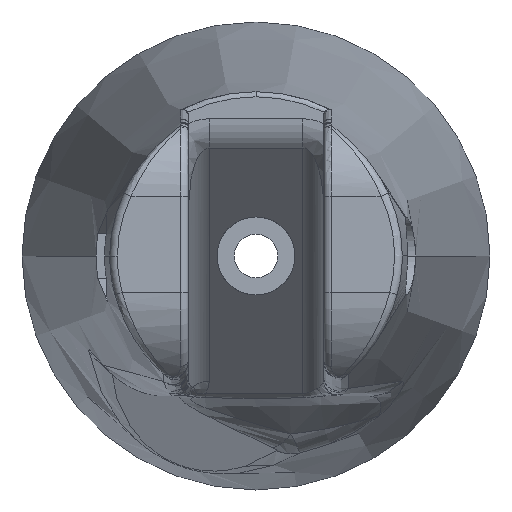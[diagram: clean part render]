
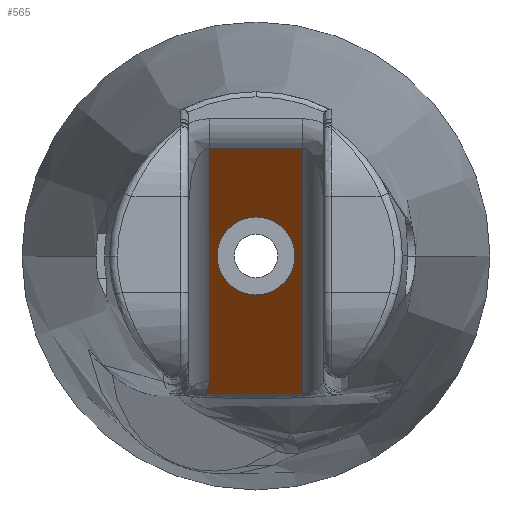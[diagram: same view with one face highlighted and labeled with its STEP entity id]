
A CAD part, front view. The second image highlights one B-rep face of the part: STEP entity #565.
In plain terms, the highlighted planar face has unit normal (0, -0.707, -0.707).
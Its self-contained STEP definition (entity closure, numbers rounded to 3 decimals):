
#89 = CARTESIAN_POINT ( 'NONE',  ( 60., 15.293, 3.75 ) ) ;
#168 = CARTESIAN_POINT ( 'NONE',  ( 64.5, 7.5, 11.543 ) ) ;
#216 = CARTESIAN_POINT ( 'NONE',  ( 64.5, 8.672, 10.372 ) ) ;
#240 =( BOUNDED_CURVE ( )  B_SPLINE_CURVE ( 3, ( #89, #2567, #3240, #4327 ),
 .UNSPECIFIED., .F., .F. ) 
 B_SPLINE_CURVE_WITH_KNOTS ( ( 4, 4 ),
 ( 3.142, 6.283 ),
 .UNSPECIFIED. ) 
 CURVE ( )  GEOMETRIC_REPRESENTATION_ITEM ( )  RATIONAL_B_SPLINE_CURVE ( ( 1., 0.333, 0.333, 1. ) ) 
 REPRESENTATION_ITEM ( '' )  );
#300 = CARTESIAN_POINT ( 'NONE',  ( 64.5, 32.264, -13.221 ) ) ;
#319 = B_SPLINE_CURVE_WITH_KNOTS ( 'NONE', 3,
 ( #4116, #515, #3799, #4071, #1942, #500, #2344, #4088, #3381, #1609 ),
 .UNSPECIFIED., .F., .F.,
 ( 4, 2, 2, 2, 4 ),
 ( 0., 0.002, 0.005, 0.007, 0.009 ),
 .UNSPECIFIED. ) ;
#370 = FACE_OUTER_BOUND ( 'NONE', #1541, .T. ) ;
#404 = CARTESIAN_POINT ( 'NONE',  ( 60., 22.793, -3.75 ) ) ;
#440 = VERTEX_POINT ( 'NONE', #216 ) ;
#482 = CARTESIAN_POINT ( 'NONE',  ( 55.5, 31.288, -12.245 ) ) ;
#500 = CARTESIAN_POINT ( 'NONE',  ( 59.032, 32.363, -13.32 ) ) ;
#514 = VERTEX_POINT ( 'NONE', #1685 ) ;
#515 = CARTESIAN_POINT ( 'NONE',  ( 63.719, 32.295, -13.252 ) ) ;
#565 = ADVANCED_FACE ( 'NONE', ( #1560, #370 ), #2113, .F. ) ;
#628 = ORIENTED_EDGE ( 'NONE', *, *, #4072, .F. ) ;
#644 = LINE ( 'NONE', #168, #692 ) ;
#692 = VECTOR ( 'NONE', #3724, 1000. ) ;
#699 = CARTESIAN_POINT ( 'NONE',  ( 52.5, 22.793, -3.75 ) ) ;
#755 = VECTOR ( 'NONE', #888, 1000. ) ;
#796 = ORIENTED_EDGE ( 'NONE', *, *, #4472, .F. ) ;
#803 = DIRECTION ( 'NONE',  ( 1., 0., 0. ) ) ;
#855 = CARTESIAN_POINT ( 'NONE',  ( 55.348, 31.877, -12.834 ) ) ;
#888 = DIRECTION ( 'NONE',  ( 0., -0.707, 0.707 ) ) ;
#904 = AXIS2_PLACEMENT_3D ( 'NONE', #3159, #2845, #1013 ) ;
#998 = LINE ( 'NONE', #3954, #3967 ) ;
#1013 = DIRECTION ( 'NONE',  ( -1., 0., 0. ) ) ;
#1057 = ORIENTED_EDGE ( 'NONE', *, *, #3327, .F. ) ;
#1059 = EDGE_CURVE ( 'NONE', #514, #4165, #3865, .T. ) ;
#1200 = CARTESIAN_POINT ( 'NONE',  ( 55.5, 31.086, -12.043 ) ) ;
#1368 =( BOUNDED_CURVE ( )  B_SPLINE_CURVE ( 3, ( #4259, #699, #1782, #2501 ),
 .UNSPECIFIED., .F., .F. ) 
 B_SPLINE_CURVE_WITH_KNOTS ( ( 4, 4 ),
 ( 0., 3.142 ),
 .UNSPECIFIED. ) 
 CURVE ( )  GEOMETRIC_REPRESENTATION_ITEM ( )  RATIONAL_B_SPLINE_CURVE ( ( 1., 0.333, 0.333, 1. ) ) 
 REPRESENTATION_ITEM ( '' )  );
#1541 = EDGE_LOOP ( 'NONE', ( #4212, #3231, #796, #1057, #628 ) ) ;
#1560 = FACE_BOUND ( 'NONE', #1879, .T. ) ;
#1576 = VERTEX_POINT ( 'NONE', #3739 ) ;
#1605 = LINE ( 'NONE', #2975, #755 ) ;
#1607 = CARTESIAN_POINT ( 'NONE',  ( 55.47, 31.487, -12.444 ) ) ;
#1609 = CARTESIAN_POINT ( 'NONE',  ( 55.127, 32.249, -13.206 ) ) ;
#1685 = CARTESIAN_POINT ( 'NONE',  ( 55.127, 32.249, -13.206 ) ) ;
#1782 = CARTESIAN_POINT ( 'NONE',  ( 52.5, 15.293, 3.75 ) ) ;
#1879 = EDGE_LOOP ( 'NONE', ( #3411, #3838 ) ) ;
#1942 = CARTESIAN_POINT ( 'NONE',  ( 60.594, 32.366, -13.323 ) ) ;
#1947 = CARTESIAN_POINT ( 'NONE',  ( 55.5, 31.086, -12.043 ) ) ;
#2113 = PLANE ( 'NONE',  #904 ) ;
#2344 = CARTESIAN_POINT ( 'NONE',  ( 58.251, 32.351, -13.308 ) ) ;
#2501 = CARTESIAN_POINT ( 'NONE',  ( 60., 15.293, 3.75 ) ) ;
#2567 = CARTESIAN_POINT ( 'NONE',  ( 67.5, 15.293, 3.75 ) ) ;
#2845 = DIRECTION ( 'NONE',  ( 0., 0.707, 0.707 ) ) ;
#2975 = CARTESIAN_POINT ( 'NONE',  ( 55.5, 7.5, 11.543 ) ) ;
#3159 = CARTESIAN_POINT ( 'NONE',  ( 66.5, 7.5, 11.543 ) ) ;
#3193 = VERTEX_POINT ( 'NONE', #404 ) ;
#3231 = ORIENTED_EDGE ( 'NONE', *, *, #1059, .F. ) ;
#3240 = CARTESIAN_POINT ( 'NONE',  ( 67.5, 22.793, -3.75 ) ) ;
#3327 = EDGE_CURVE ( 'NONE', #440, #4663, #644, .T. ) ;
#3333 = EDGE_CURVE ( 'NONE', #4165, #3875, #1605, .T. ) ;
#3381 = CARTESIAN_POINT ( 'NONE',  ( 55.908, 32.282, -13.238 ) ) ;
#3411 = ORIENTED_EDGE ( 'NONE', *, *, #3569, .T. ) ;
#3569 = EDGE_CURVE ( 'NONE', #1576, #3193, #240, .T. ) ;
#3724 = DIRECTION ( 'NONE',  ( 0., 0.707, -0.707 ) ) ;
#3739 = CARTESIAN_POINT ( 'NONE',  ( 60., 15.293, 3.75 ) ) ;
#3799 = CARTESIAN_POINT ( 'NONE',  ( 62.938, 32.322, -13.279 ) ) ;
#3838 = ORIENTED_EDGE ( 'NONE', *, *, #4662, .T. ) ;
#3865 = B_SPLINE_CURVE_WITH_KNOTS ( 'NONE', 3,
 ( #3964, #3982, #855, #1607, #482, #1200 ),
 .UNSPECIFIED., .F., .F.,
 ( 4, 2, 4 ),
 ( 0.001, 0.001, 0.002 ),
 .UNSPECIFIED. ) ;
#3875 = VERTEX_POINT ( 'NONE', #4623 ) ;
#3954 = CARTESIAN_POINT ( 'NONE',  ( 64.5, 8.672, 10.372 ) ) ;
#3964 = CARTESIAN_POINT ( 'NONE',  ( 55.127, 32.249, -13.206 ) ) ;
#3967 = VECTOR ( 'NONE', #803, 1000. ) ;
#3982 = CARTESIAN_POINT ( 'NONE',  ( 55.254, 32.071, -13.028 ) ) ;
#4071 = CARTESIAN_POINT ( 'NONE',  ( 61.375, 32.358, -13.314 ) ) ;
#4072 = EDGE_CURVE ( 'NONE', #3875, #440, #998, .T. ) ;
#4088 = CARTESIAN_POINT ( 'NONE',  ( 56.689, 32.31, -13.267 ) ) ;
#4116 = CARTESIAN_POINT ( 'NONE',  ( 64.5, 32.264, -13.221 ) ) ;
#4165 = VERTEX_POINT ( 'NONE', #1947 ) ;
#4212 = ORIENTED_EDGE ( 'NONE', *, *, #3333, .F. ) ;
#4259 = CARTESIAN_POINT ( 'NONE',  ( 60., 22.793, -3.75 ) ) ;
#4327 = CARTESIAN_POINT ( 'NONE',  ( 60., 22.793, -3.75 ) ) ;
#4472 = EDGE_CURVE ( 'NONE', #4663, #514, #319, .T. ) ;
#4623 = CARTESIAN_POINT ( 'NONE',  ( 55.5, 8.672, 10.372 ) ) ;
#4662 = EDGE_CURVE ( 'NONE', #3193, #1576, #1368, .T. ) ;
#4663 = VERTEX_POINT ( 'NONE', #300 ) ;
